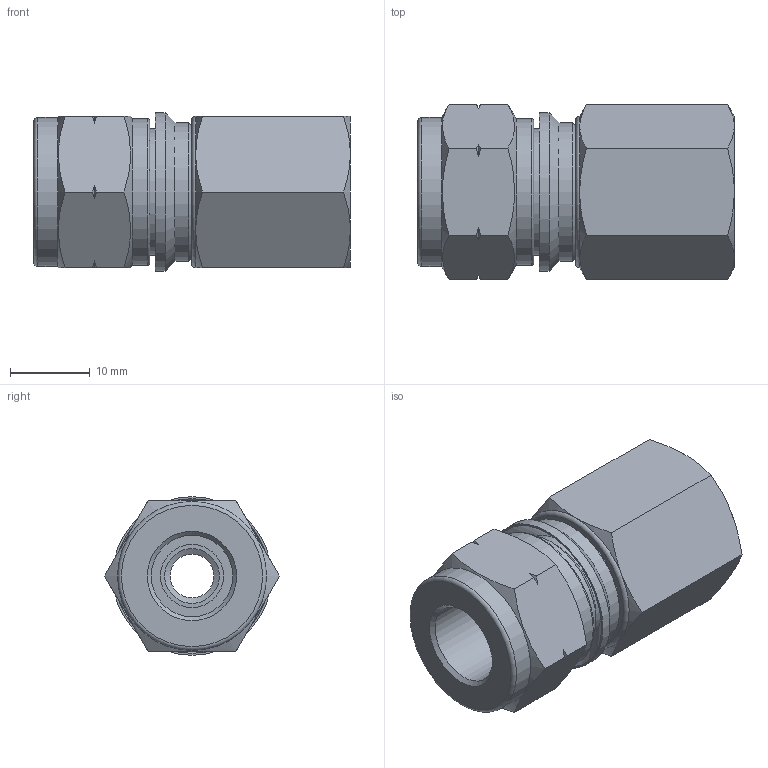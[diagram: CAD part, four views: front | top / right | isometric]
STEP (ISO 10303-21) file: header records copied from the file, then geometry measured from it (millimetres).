
FILE_DESCRIPTION(/* description */ (''),/* implementation_level */ '2;1');
FILE_NAME(/* name */ 'SGCI-10M-4G.stp',/* time_stamp */ '2022-05-04T16:26:24+09:00',/* author */ ('user'),/* organization */ (''),/* preprocessor_version */ 'ST-DEVELOPER v18.1',/* originating_system */ 'Autodesk Inventor 2022',/* authorisation */ '');
FILE_SCHEMA (('AUTOMOTIVE_DESIGN { 1 0 10303 214 3 1 1 }'));
Length unit declared in the file: millimetre
Products named in the file (1): SGC-10M-4G
Bounding box: 39.73 x 21.94 x 19.9 mm (x, y, z)
Volume: 8641.4 mm3; surface area: 4980.9 mm2
Topology: 1 solids, 1 shells, 69 faces, 153 edges, 93 vertices
Faces by surface type: cone 34, plane 21, cylinder 11, torus 3
Full cylindrical faces by diameter (mm): 5.5 x1, 7.9 x1, 10.2 x1, 11.4 x1, 14.2 x1, 14.6 x1, 15.87 x1, 17.4 x1, 18.4 x1, 18.7 x1, 19.9 x1
Entity records: 1870 total; most frequent: CARTESIAN_POINT 436, ORIENTED_EDGE 306, DIRECTION 287, EDGE_CURVE 153, AXIS2_PLACEMENT_3D 124, VERTEX_POINT 93, EDGE_LOOP 78, FACE_OUTER_BOUND 69
